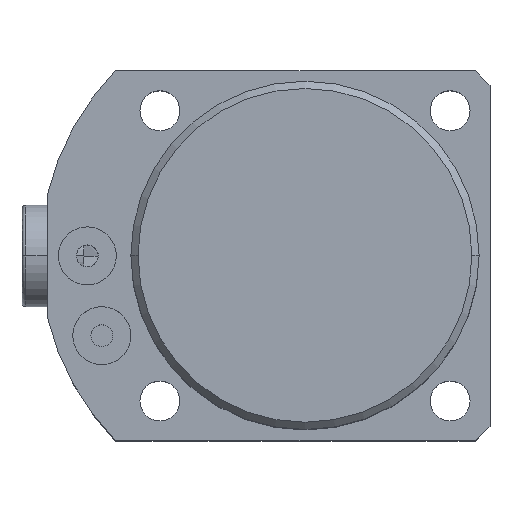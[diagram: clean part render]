
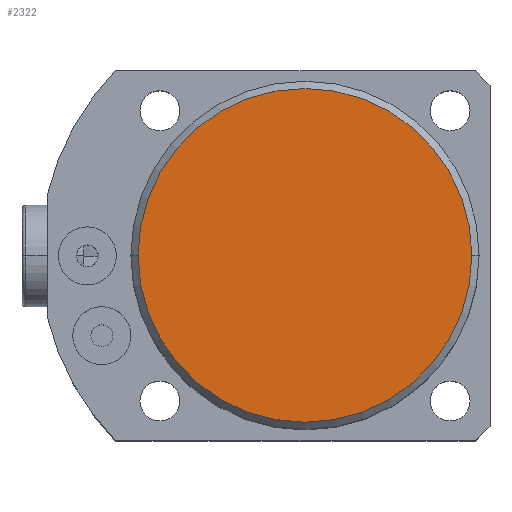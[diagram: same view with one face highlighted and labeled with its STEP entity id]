
A CAD part, top view. The second image highlights one B-rep face of the part: STEP entity #2322.
In plain terms, the highlighted planar face has unit normal (0, 0, 1).
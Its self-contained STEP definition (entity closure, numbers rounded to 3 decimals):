
#209 = AXIS2_PLACEMENT_3D ( 'NONE', #476, #475, #473 ) ;
#282 = EDGE_CURVE ( 'NONE', #2878, #2870, #2238, .T. ) ;
#441 = EDGE_CURVE ( 'NONE', #2870, #2878, #2031, .T. ) ;
#473 = DIRECTION ( 'NONE',  ( 1., 0., 0. ) ) ;
#475 = DIRECTION ( 'NONE',  ( 0., 0., 1. ) ) ;
#476 = CARTESIAN_POINT ( 'NONE',  ( 0., 0., 64. ) ) ;
#1037 = CARTESIAN_POINT ( 'NONE',  ( 23., 0., 64. ) ) ;
#1050 = CARTESIAN_POINT ( 'NONE',  ( -23., 0., 64. ) ) ;
#1325 = DIRECTION ( 'NONE',  ( 1., 0., 0. ) ) ;
#1326 = DIRECTION ( 'NONE',  ( 0., 0., 1. ) ) ;
#1328 = PLANE ( 'NONE',  #3151 ) ;
#1332 = CARTESIAN_POINT ( 'NONE',  ( 0., 0., 64. ) ) ;
#1504 = DIRECTION ( 'NONE',  ( 1., 0., 0. ) ) ;
#1505 = DIRECTION ( 'NONE',  ( 0., 0., 1. ) ) ;
#1506 = CARTESIAN_POINT ( 'NONE',  ( 0., 0., 64. ) ) ;
#1966 = FACE_OUTER_BOUND ( 'NONE', #2963, .T. ) ;
#2031 = CIRCLE ( 'NONE', #3182, 23. ) ;
#2238 = CIRCLE ( 'NONE', #209, 23. ) ;
#2322 = ADVANCED_FACE ( 'NONE', ( #1966 ), #1328, .T. ) ;
#2426 = ORIENTED_EDGE ( 'NONE', *, *, #282, .T. ) ;
#2435 = ORIENTED_EDGE ( 'NONE', *, *, #441, .T. ) ;
#2870 = VERTEX_POINT ( 'NONE', #1050 ) ;
#2878 = VERTEX_POINT ( 'NONE', #1037 ) ;
#2963 = EDGE_LOOP ( 'NONE', ( #2435, #2426 ) ) ;
#3151 = AXIS2_PLACEMENT_3D ( 'NONE', #1332, #1326, #1325 ) ;
#3182 = AXIS2_PLACEMENT_3D ( 'NONE', #1506, #1505, #1504 ) ;
